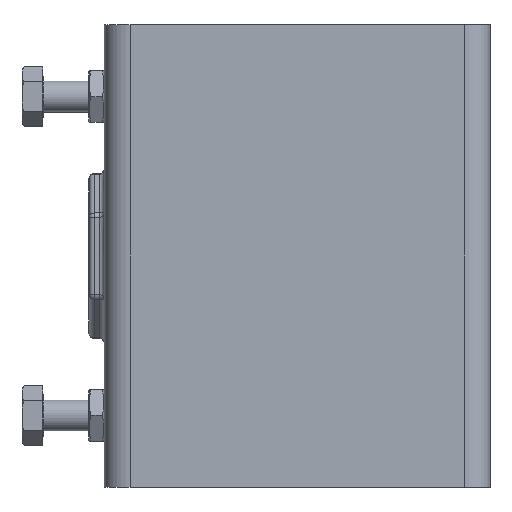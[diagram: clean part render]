
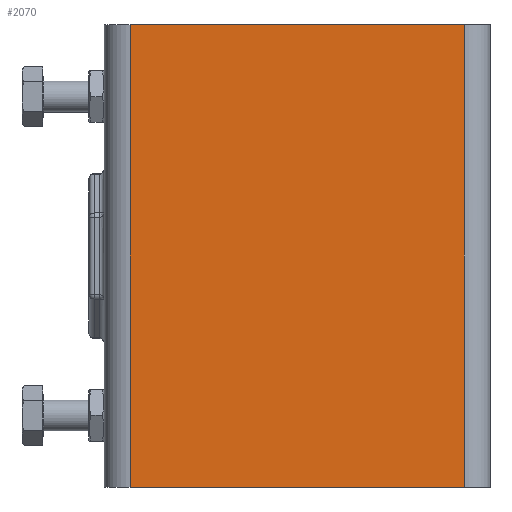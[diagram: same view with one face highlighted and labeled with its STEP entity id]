
A CAD part, left-side view. The second image highlights one B-rep face of the part: STEP entity #2070.
In plain terms, the highlighted planar face has unit normal (-1, 0, 0).
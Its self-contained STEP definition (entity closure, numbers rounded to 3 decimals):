
#144=LINE('',#3305,#288);
#162=LINE('',#3369,#306);
#231=LINE('',#3751,#375);
#233=LINE('',#3754,#377);
#288=VECTOR('',#2490,10.);
#306=VECTOR('',#2544,10.);
#375=VECTOR('',#2809,10.);
#377=VECTOR('',#2813,10.);
#557=FACE_OUTER_BOUND('',#708,.T.);
#708=EDGE_LOOP('',(#1697,#1698,#1699,#1700));
#874=VERTEX_POINT('',#3302);
#875=VERTEX_POINT('',#3304);
#902=VERTEX_POINT('',#3366);
#903=VERTEX_POINT('',#3368);
#1072=EDGE_CURVE('',#875,#874,#144,.T.);
#1104=EDGE_CURVE('',#903,#902,#162,.T.);
#1223=EDGE_CURVE('',#903,#874,#231,.T.);
#1225=EDGE_CURVE('',#902,#875,#233,.T.);
#1697=ORIENTED_EDGE('',*,*,#1104,.T.);
#1698=ORIENTED_EDGE('',*,*,#1225,.T.);
#1699=ORIENTED_EDGE('',*,*,#1072,.T.);
#1700=ORIENTED_EDGE('',*,*,#1223,.F.);
#1826=PLANE('',#2279);
#2070=ADVANCED_FACE('',(#557),#1826,.T.);
#2279=AXIS2_PLACEMENT_3D('',#3753,#2811,#2812);
#2490=DIRECTION('',(0.,-1.,0.));
#2544=DIRECTION('',(0.,1.,0.));
#2809=DIRECTION('',(0.,0.,-1.));
#2811=DIRECTION('center_axis',(-1.,0.,0.));
#2812=DIRECTION('ref_axis',(0.,0.,1.));
#2813=DIRECTION('',(0.,0.,-1.));
#3302=CARTESIAN_POINT('',(-31.,5.,-45.));
#3304=CARTESIAN_POINT('',(-31.,70.,-45.));
#3305=CARTESIAN_POINT('',(-31.,5.,-45.));
#3366=CARTESIAN_POINT('',(-31.,70.,45.));
#3368=CARTESIAN_POINT('',(-31.,5.,45.));
#3369=CARTESIAN_POINT('',(-31.,5.,45.));
#3751=CARTESIAN_POINT('',(-31.,5.,0.));
#3753=CARTESIAN_POINT('Origin',(-31.,5.,0.));
#3754=CARTESIAN_POINT('',(-31.,70.,0.));
